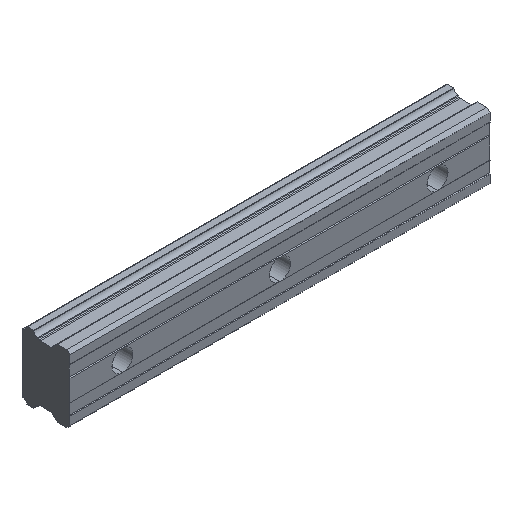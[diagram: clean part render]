
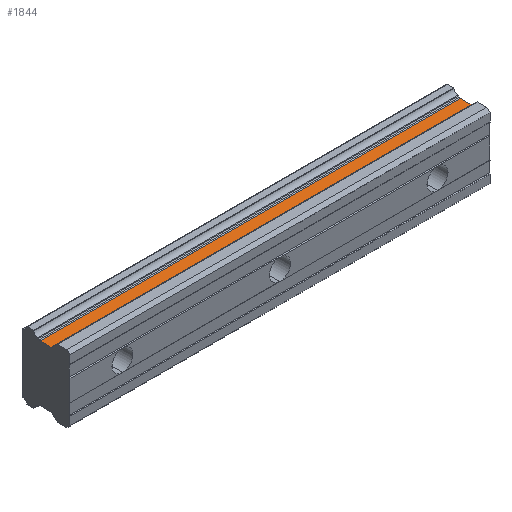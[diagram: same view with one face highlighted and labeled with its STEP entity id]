
A CAD part, isometric view. The second image highlights one B-rep face of the part: STEP entity #1844.
In plain terms, the highlighted planar face has unit normal (0, 0, 1).
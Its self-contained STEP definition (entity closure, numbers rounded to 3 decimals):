
#18 = CARTESIAN_POINT ( 'NONE',  ( 245., 12.664, 18.75 ) ) ;
#148 = CARTESIAN_POINT ( 'NONE',  ( -35., 12.664, 18.75 ) ) ;
#196 = DIRECTION ( 'NONE',  ( 0., 0., -1. ) ) ;
#360 = ORIENTED_EDGE ( 'NONE', *, *, #1349, .F. ) ;
#399 = VECTOR ( 'NONE', #1544, 1000. ) ;
#401 = VECTOR ( 'NONE', #1860, 1000. ) ;
#519 = VERTEX_POINT ( 'NONE', #651 ) ;
#526 = FACE_OUTER_BOUND ( 'NONE', #611, .T. ) ;
#564 = EDGE_CURVE ( 'NONE', #519, #1795, #1772, .T. ) ;
#611 = EDGE_LOOP ( 'NONE', ( #683, #360, #1676, #864 ) ) ;
#636 = CARTESIAN_POINT ( 'NONE',  ( -35., 19.939, 18.75 ) ) ;
#644 = PLANE ( 'NONE',  #2036 ) ;
#651 = CARTESIAN_POINT ( 'NONE',  ( 245., 12.664, 18.75 ) ) ;
#683 = ORIENTED_EDGE ( 'NONE', *, *, #564, .F. ) ;
#784 = CARTESIAN_POINT ( 'NONE',  ( -35., 24.422, 18.75 ) ) ;
#788 = CARTESIAN_POINT ( 'NONE',  ( 245., 19.939, 18.75 ) ) ;
#811 = EDGE_CURVE ( 'NONE', #1082, #1021, #920, .T. ) ;
#842 = VECTOR ( 'NONE', #1850, 1000. ) ;
#854 = CARTESIAN_POINT ( 'NONE',  ( 245., 19.939, 18.75 ) ) ;
#864 = ORIENTED_EDGE ( 'NONE', *, *, #1801, .T. ) ;
#905 = CARTESIAN_POINT ( 'NONE',  ( 245., 24.422, 18.75 ) ) ;
#920 = LINE ( 'NONE', #788, #401 ) ;
#1021 = VERTEX_POINT ( 'NONE', #854 ) ;
#1082 = VERTEX_POINT ( 'NONE', #636 ) ;
#1103 = LINE ( 'NONE', #784, #399 ) ;
#1156 = DIRECTION ( 'NONE',  ( 0., 1., 0. ) ) ;
#1349 = EDGE_CURVE ( 'NONE', #1021, #519, #2000, .T. ) ;
#1403 = VECTOR ( 'NONE', #1700, 1000. ) ;
#1470 = CARTESIAN_POINT ( 'NONE',  ( 245., 19.939, 18.75 ) ) ;
#1544 = DIRECTION ( 'NONE',  ( 0., -1., 0. ) ) ;
#1676 = ORIENTED_EDGE ( 'NONE', *, *, #811, .F. ) ;
#1700 = DIRECTION ( 'NONE',  ( 0., -1., 0. ) ) ;
#1772 = LINE ( 'NONE', #18, #842 ) ;
#1795 = VERTEX_POINT ( 'NONE', #148 ) ;
#1801 = EDGE_CURVE ( 'NONE', #1082, #1795, #1103, .T. ) ;
#1844 = ADVANCED_FACE ( 'NONE', ( #526 ), #644, .F. ) ;
#1850 = DIRECTION ( 'NONE',  ( -1., 0., 0. ) ) ;
#1860 = DIRECTION ( 'NONE',  ( 1., 0., 0. ) ) ;
#2000 = LINE ( 'NONE', #905, #1403 ) ;
#2036 = AXIS2_PLACEMENT_3D ( 'NONE', #1470, #196, #1156 ) ;
